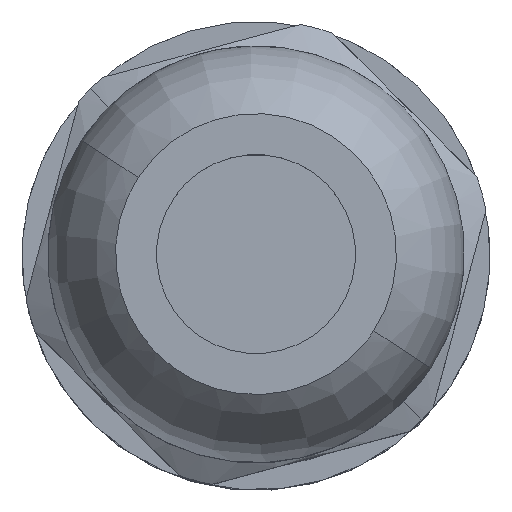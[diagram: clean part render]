
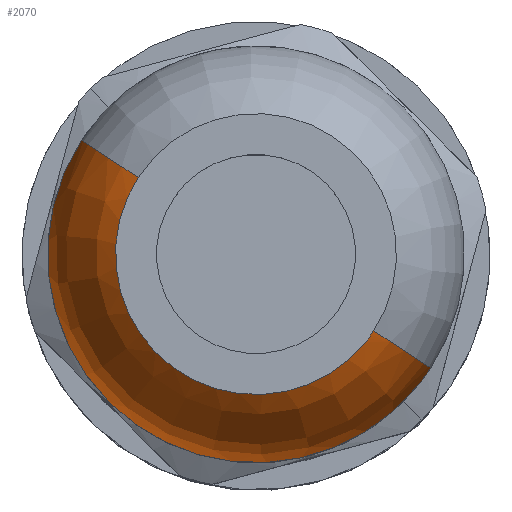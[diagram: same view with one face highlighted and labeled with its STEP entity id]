
A CAD part, top view. The second image highlights one B-rep face of the part: STEP entity #2070.
In plain terms, the highlighted toroidal (fillet/blend) face has major radius 1.6 mm and minor radius 7.3 mm.
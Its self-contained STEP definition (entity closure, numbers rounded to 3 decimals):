
#128=DEGENERATE_TOROIDAL_SURFACE('',#2293,1.6,7.3,
 .T.);
#239=CIRCLE('',#2242,8.9);
#240=CIRCLE('',#2243,8.9);
#271=CIRCLE('',#2294,6.);
#272=CIRCLE('',#2295,6.);
#273=CIRCLE('',#2296,7.3);
#274=CIRCLE('',#2297,8.9);
#275=CIRCLE('',#2298,7.3);
#509=VERTEX_POINT('',#3475);
#510=VERTEX_POINT('',#3476);
#511=VERTEX_POINT('',#3478);
#543=VERTEX_POINT('',#3648);
#544=VERTEX_POINT('',#3649);
#545=VERTEX_POINT('',#3651);
#546=VERTEX_POINT('',#3653);
#968=EDGE_CURVE('',#509,#510,#239,.T.);
#969=EDGE_CURVE('',#510,#511,#240,.T.);
#1031=EDGE_CURVE('',#543,#544,#271,.T.);
#1032=EDGE_CURVE('',#544,#545,#272,.T.);
#1033=EDGE_CURVE('',#546,#545,#273,.T.);
#1034=EDGE_CURVE('',#511,#546,#274,.T.);
#1035=EDGE_CURVE('',#509,#543,#275,.T.);
#1427=ORIENTED_EDGE('',*,*,#1031,.T.);
#1428=ORIENTED_EDGE('',*,*,#1032,.T.);
#1429=ORIENTED_EDGE('',*,*,#1033,.F.);
#1430=ORIENTED_EDGE('',*,*,#1034,.F.);
#1431=ORIENTED_EDGE('',*,*,#969,.F.);
#1432=ORIENTED_EDGE('',*,*,#968,.F.);
#1433=ORIENTED_EDGE('',*,*,#1035,.T.);
#1814=EDGE_LOOP('',(#1427,#1428,#1429,#1430,#1431,#1432,#1433));
#1950=FACE_BOUND('',#1814,.T.);
#2070=ADVANCED_FACE('',(#1950),#128,.T.);
#2242=AXIS2_PLACEMENT_3D('',#3474,#2675,#2676);
#2243=AXIS2_PLACEMENT_3D('',#3477,#2677,#2678);
#2293=AXIS2_PLACEMENT_3D('',#3646,#2790,$);
#2294=AXIS2_PLACEMENT_3D('',#3647,#2791,#2792);
#2295=AXIS2_PLACEMENT_3D('',#3650,#2793,#2794);
#2296=AXIS2_PLACEMENT_3D('',#3652,#2795,#2796);
#2297=AXIS2_PLACEMENT_3D('',#3654,#2797,#2798);
#2298=AXIS2_PLACEMENT_3D('',#3655,#2799,#2800);
#2675=DIRECTION('',(1.,0.,0.));
#2676=DIRECTION('',(0.,7.29,-5.105));
#2677=DIRECTION('',(1.,0.,0.));
#2678=DIRECTION('',(0.,7.29,-5.105));
#2790=DIRECTION('',(1.,0.,0.));
#2791=DIRECTION('',(1.,0.,0.));
#2792=DIRECTION('',(0.,4.915,-3.441));
#2793=DIRECTION('',(1.,0.,0.));
#2794=DIRECTION('',(0.,4.915,-3.441));
#2795=DIRECTION('',(0.,0.683,-0.73));
#2796=DIRECTION('',(0.,-5.33,-4.988));
#2797=DIRECTION('',(1.,0.,0.));
#2798=DIRECTION('',(0.,7.29,-5.105));
#2799=DIRECTION('',(0.,-0.683,0.73));
#2800=DIRECTION('',(0.,5.33,4.988));
#3474=CARTESIAN_POINT('',(-28.275,0.,0.));
#3475=CARTESIAN_POINT('',(-28.275,6.498,6.081));
#3476=CARTESIAN_POINT('',(-28.275,5.833,6.722));
#3477=CARTESIAN_POINT('',(-28.275,0.,0.));
#3478=CARTESIAN_POINT('',(-28.275,-7.29,5.105));
#3646=CARTESIAN_POINT('',(-28.275,0.,0.));
#3647=CARTESIAN_POINT('',(-34.1,0.,0.));
#3648=CARTESIAN_POINT('',(-34.1,4.381,4.1));
#3649=CARTESIAN_POINT('',(-34.1,3.932,4.532));
#3650=CARTESIAN_POINT('',(-34.1,0.,0.));
#3651=CARTESIAN_POINT('',(-34.1,-4.381,-4.1));
#3652=CARTESIAN_POINT('',(-28.275,-1.168,-1.093));
#3653=CARTESIAN_POINT('',(-28.275,-6.498,-6.081));
#3654=CARTESIAN_POINT('',(-28.275,0.,0.));
#3655=CARTESIAN_POINT('',(-28.275,1.168,1.093));
